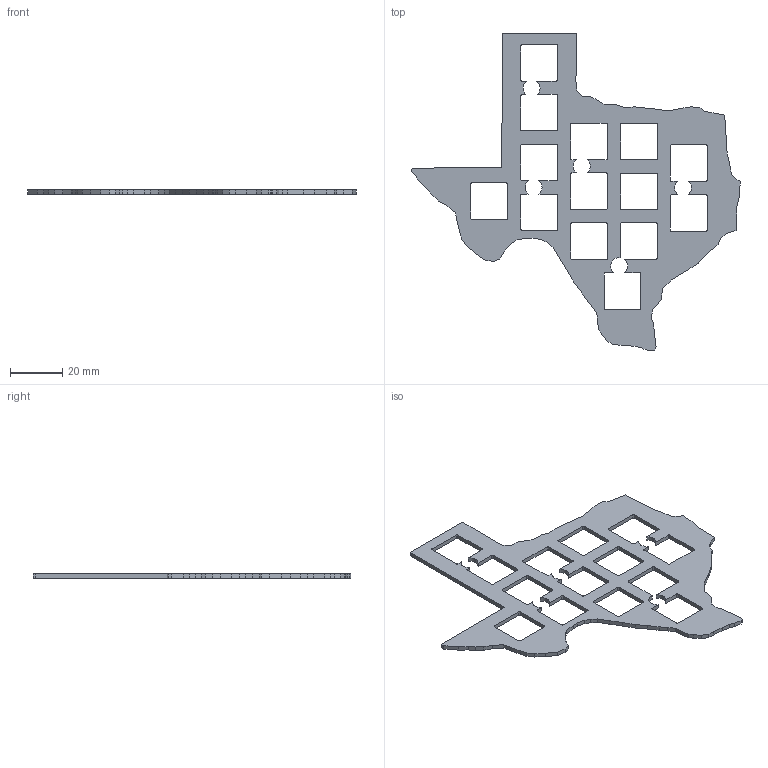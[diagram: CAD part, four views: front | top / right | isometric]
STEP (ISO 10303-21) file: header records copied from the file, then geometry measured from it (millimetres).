
FILE_DESCRIPTION(('KiCad electronic assembly'),'2;1');
FILE_NAME('Plate STEP.step','2021-07-07T18:30:03',('An Author'),( 'A Company'),'Open CASCADE STEP processor 6.9', 'KiCad to STEP converter','Unknown');
FILE_SCHEMA(('AUTOMOTIVE_DESIGN { 1 0 10303 214 1 1 1 1 }'));
Length unit declared in the file: millimetre
Products named in the file (2): Open CASCADE STEP translator 6.9 1; COMPOUND
Assembly tree (1 placements, depth 2):
  Open CASCADE STEP translator 6.9 1
    COMPOUND
Bounding box: 125.58 x 121.44 x 1.6 mm (x, y, z)
Volume: 7302 mm3; surface area: 11103.8 mm2
Topology: 1 solids, 1 shells, 225 faces, 669 edges, 446 vertices
Faces by surface type: plane 155, cylinder 70
Entity records: 16263 total; most frequent: CARTESIAN_POINT 2720, DIRECTION 2561, LINE 1687, VECTOR 1687, ORIENTED_EDGE 1338, PCURVE 1338, DEFINITIONAL_REPRESENTATION 1338, EDGE_CURVE 669
